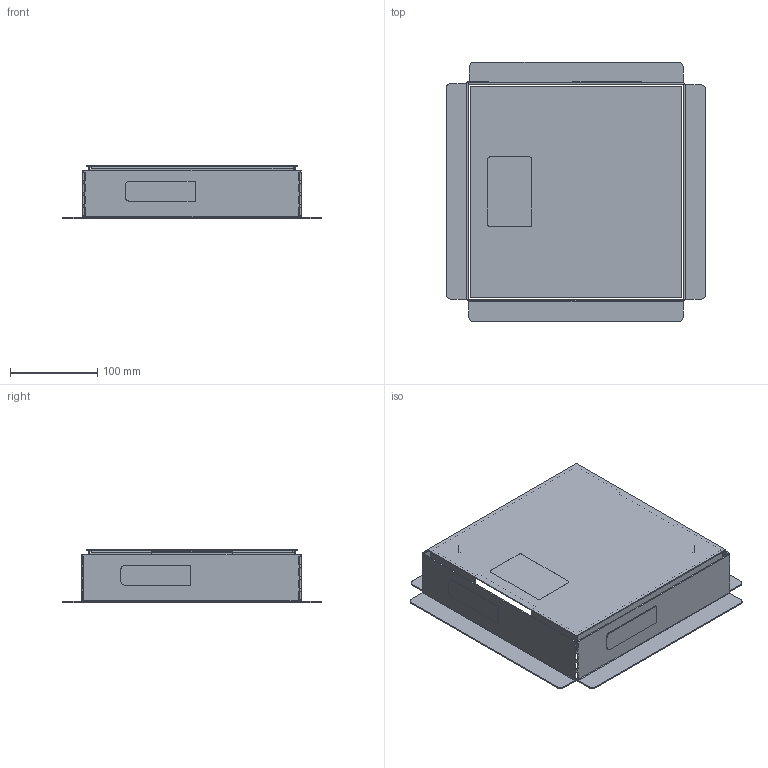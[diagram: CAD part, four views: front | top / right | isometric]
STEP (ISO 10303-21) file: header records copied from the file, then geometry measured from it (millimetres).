
FILE_DESCRIPTION (( 'STEP AP214' ), '1' );
FILE_NAME ('081525.stp', '2016-04-26T12:27:33', ( '' ), ( '' ), 'SwSTEP 2.0', 'SolidWorks 2014', '' );
FILE_SCHEMA (( 'AUTOMOTIVE_DESIGN' ));
Length unit declared in the file: millimetre
Products named in the file (8): P_40962407_1_Standard; 081520_Standard; 081519_Standard; 081518_Standard; 081524_Standard; 081522_Standard; 081523_Standard; 081525
Assembly tree (10 placements, depth 3):
  081525
    081524_Standard
      081523_Standard
      081522_Standard  x4
    081520_Standard
      081518_Standard
      081519_Standard
    P_40962407_1_Standard
Bounding box: 297 x 297 x 61.1 mm (x, y, z)
Volume: 269957.9 mm3; surface area: 438829 mm2
Topology: 8 solids, 8 shells, 402 faces, 1030 edges, 612 vertices
Faces by surface type: plane 220, cylinder 150, bspline 32
Entity records: 12482 total; most frequent: CARTESIAN_POINT 3241, ORIENTED_EDGE 1952, DIRECTION 1770, EDGE_CURVE 976, LINE 616, VECTOR 616, AXIS2_PLACEMENT_3D 577, VERTEX_POINT 576
